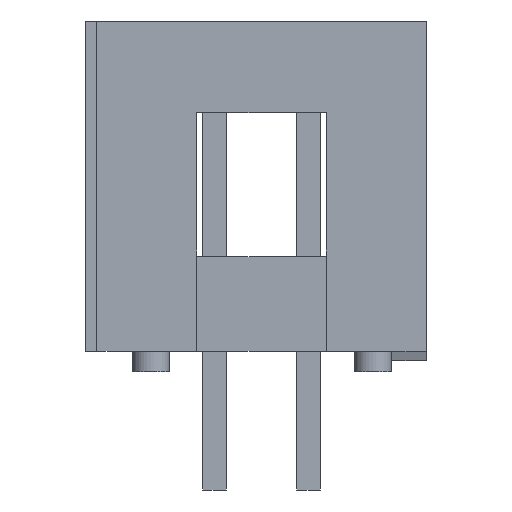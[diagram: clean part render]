
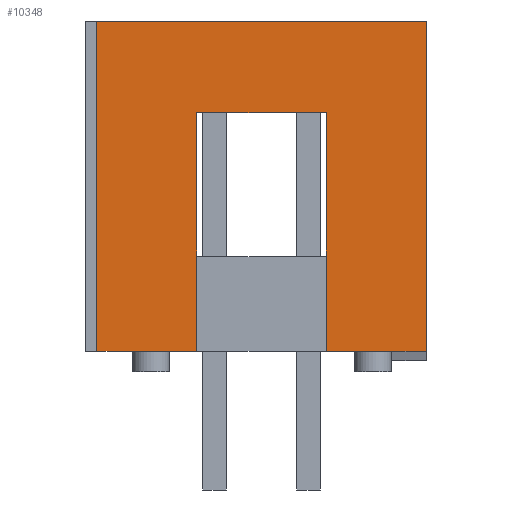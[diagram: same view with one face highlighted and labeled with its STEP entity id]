
A CAD part, left-side view. The second image highlights one B-rep face of the part: STEP entity #10348.
In plain terms, the highlighted planar face has unit normal (-1, 0, 0).
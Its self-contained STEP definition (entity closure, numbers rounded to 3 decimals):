
#8817=CARTESIAN_POINT('',(-20.32,-1.75,7.0));
#8818=VERTEX_POINT('',#8817);
#8825=CARTESIAN_POINT('',(-20.32,1.75,7.0));
#8826=VERTEX_POINT('',#8825);
#8827=CARTESIAN_POINT('',(-20.32,0.,7.0));
#8828=DIRECTION('',(0.0,-1.0,0.0));
#8829=VECTOR('',#8828,1.0);
#8830=LINE('',#8827,#8829);
#8831=EDGE_CURVE('n� 1000',#8826,#8818,#8830,.T.);
#8855=CARTESIAN_POINT('',(-20.32,-1.75,0.55));
#8856=VERTEX_POINT('',#8855);
#8863=CARTESIAN_POINT('',(-20.32,-1.75,5.0));
#8864=DIRECTION('',(-0.0,0.0,-1.0));
#8865=VECTOR('',#8864,1.0);
#8866=LINE('',#8863,#8865);
#8867=EDGE_CURVE('n� 999',#8818,#8856,#8866,.T.);
#8879=CARTESIAN_POINT('',(-20.32,1.75,0.55));
#8880=VERTEX_POINT('',#8879);
#8881=CARTESIAN_POINT('',(-20.32,1.75,5.0));
#8882=DIRECTION('',(-0.0,0.,1.0));
#8883=VECTOR('',#8882,1.0);
#8884=LINE('',#8881,#8883);
#8885=EDGE_CURVE('n� 993',#8880,#8826,#8884,.T.);
#9509=CARTESIAN_POINT('',(-20.32,4.45,9.45));
#9510=VERTEX_POINT('',#9509);
#9517=CARTESIAN_POINT('',(-20.32,-4.45,9.45));
#9518=VERTEX_POINT('',#9517);
#9519=CARTESIAN_POINT('',(-20.32,0.,9.45));
#9520=DIRECTION('',(0.0,1.0,0.0));
#9521=VECTOR('',#9520,1.0);
#9522=LINE('',#9519,#9521);
#9523=EDGE_CURVE('n� 996',#9518,#9510,#9522,.T.);
#10275=CARTESIAN_POINT('',(-20.32,-4.45,0.55));
#10276=VERTEX_POINT('',#10275);
#10277=CARTESIAN_POINT('',(-20.32,-4.45,5.0));
#10278=DIRECTION('',(0.0,-0.0,1.0));
#10279=VECTOR('',#10278,1.0);
#10280=LINE('',#10277,#10279);
#10281=EDGE_CURVE('n� 997',#10276,#9518,#10280,.T.);
#10316=CARTESIAN_POINT('',(-20.32,4.45,0.55));
#10317=VERTEX_POINT('',#10316);
#10318=CARTESIAN_POINT('',(-20.32,0.15,0.55));
#10319=DIRECTION('',(0.0,1.0,0.0));
#10320=VECTOR('',#10319,1.0);
#10321=LINE('',#10318,#10320);
#10322=EDGE_CURVE('n� 113',#8880,#10317,#10321,.T.);
#10323=ORIENTED_EDGE('',*,*,#10322,.F.);
#10324=ORIENTED_EDGE('',*,*,#8885,.T.);
#10325=ORIENTED_EDGE('',*,*,#8831,.T.);
#10326=ORIENTED_EDGE('',*,*,#8867,.T.);
#10327=CARTESIAN_POINT('',(-20.32,0.15,0.55));
#10328=DIRECTION('',(0.0,1.0,-0.0));
#10329=VECTOR('',#10328,1.0);
#10330=LINE('',#10327,#10329);
#10331=EDGE_CURVE('n� 117',#10276,#8856,#10330,.T.);
#10332=ORIENTED_EDGE('',*,*,#10331,.F.);
#10333=ORIENTED_EDGE('',*,*,#10281,.T.);
#10334=ORIENTED_EDGE('',*,*,#9523,.T.);
#10335=CARTESIAN_POINT('',(-20.32,4.45,5.0));
#10336=DIRECTION('',(0.0,0.0,1.0));
#10337=VECTOR('',#10336,1.0);
#10338=LINE('',#10335,#10337);
#10339=EDGE_CURVE('n� 974',#10317,#9510,#10338,.T.);
#10340=ORIENTED_EDGE('',*,*,#10339,.F.);
#10341=EDGE_LOOP('',(#10323,#10324,#10325,#10326,#10332,#10333,#10334,#10340));
#10342=FACE_OUTER_BOUND('',#10341,.T.);
#10343=CARTESIAN_POINT('',(-20.32,4.45,0.55));
#10344=DIRECTION('',(-1.0,0.0,0.0));
#10345=DIRECTION('',(0.0,-1.0,0.0));
#10346=AXIS2_PLACEMENT_3D('',#10343,#10344,#10345);
#10347=PLANE('',#10346);
#10348=ADVANCED_FACE('n� 990',(#10342),#10347,.T.);
